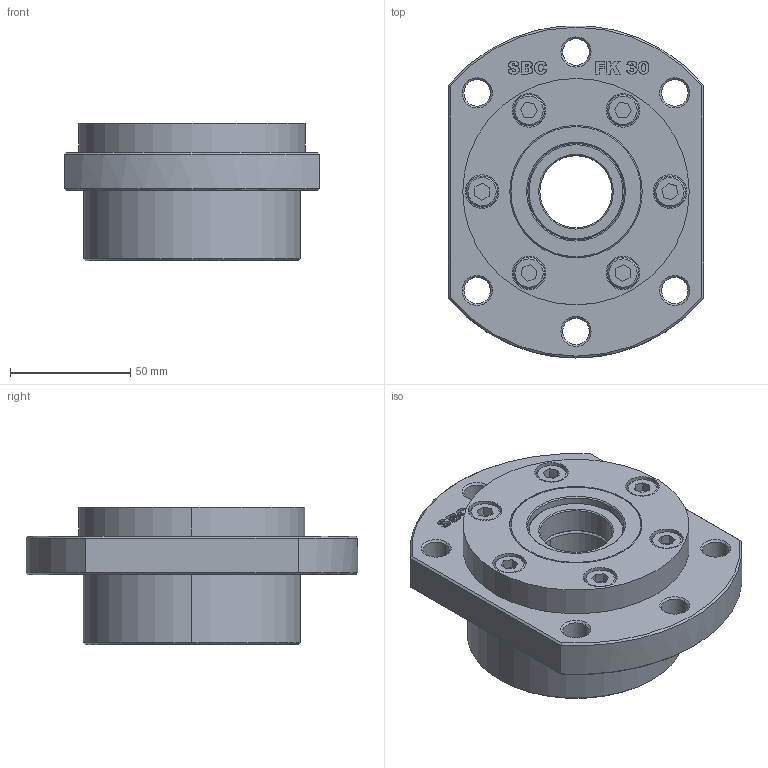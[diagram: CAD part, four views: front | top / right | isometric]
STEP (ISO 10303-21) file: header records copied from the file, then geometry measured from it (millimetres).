
FILE_DESCRIPTION (( 'STEP AP203' ), '1' );
FILE_NAME ('FK 30.STEP', '2014-10-24T07:53:23', ( 'star' ), ( '' ), 'SwSTEP 2.0', 'SolidWorks 2013', '' );
FILE_SCHEMA (( 'CONFIG_CONTROL_DESIGN' ));
Length unit declared in the file: millimetre
Products named in the file (7): #7206B(30X62X16)_1; FK 30; FK 30 COVER_1; FK 30 COLLAR_1; M8X12_1; FK 30 OILSEAL_1; FK 30 BLOCK_1
Assembly tree (14 placements, depth 2):
  FK 30
    FK 30 BLOCK_1
    FK 30 COVER_1
    M8X12_1  x6
    #7206B(30X62X16)_1  x2
    FK 30 COLLAR_1  x2
    FK 30 OILSEAL_1  x2
Bounding box: 106 x 137.78 x 57 mm (x, y, z)
Volume: 382431.8 mm3; surface area: 117905.9 mm2
Topology: 14 solids, 14 shells, 522 faces, 1485 edges, 934 vertices
Faces by surface type: plane 149, cylinder 126, bspline 118, cone 113, torus 16
Entity records: 19384 total; most frequent: CARTESIAN_POINT 10044, ORIENTED_EDGE 1890, DIRECTION 1562, EDGE_CURVE 945, VERTEX_POINT 615, AXIS2_PLACEMENT_3D 602, EDGE_LOOP 410, LINE 358
